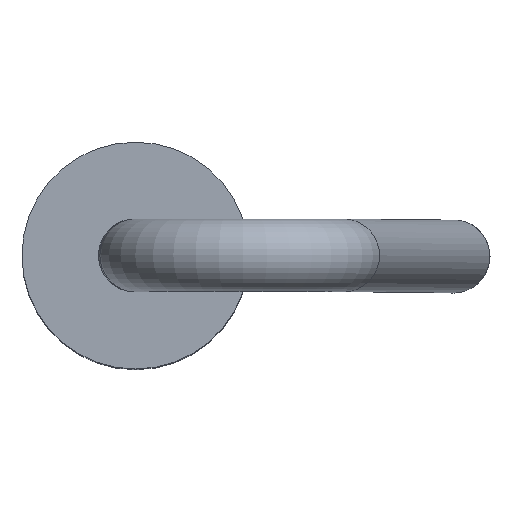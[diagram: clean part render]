
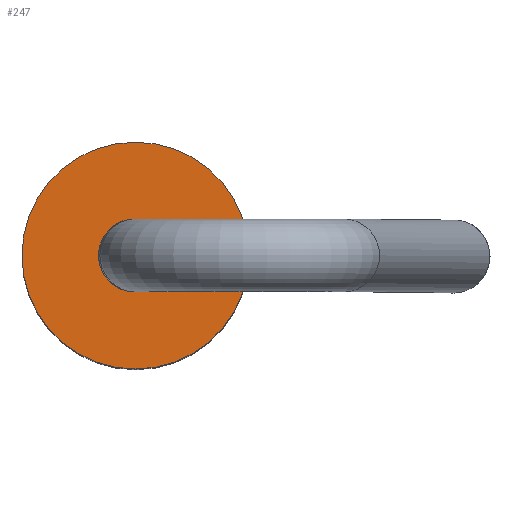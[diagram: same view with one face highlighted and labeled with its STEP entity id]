
A CAD part, top view. The second image highlights one B-rep face of the part: STEP entity #247.
In plain terms, the highlighted planar face has unit normal (0, 0, 1).
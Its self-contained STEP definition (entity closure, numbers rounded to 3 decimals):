
#36=PLANE('',#289);
#50=FACE_OUTER_BOUND('',#69,.T.);
#69=EDGE_LOOP('',(#183));
#101=CIRCLE('',#287,1.25);
#116=VERTEX_POINT('',#430);
#140=EDGE_CURVE('',#116,#116,#101,.T.);
#183=ORIENTED_EDGE('',*,*,#140,.T.);
#247=ADVANCED_FACE('',(#50),#36,.T.);
#287=AXIS2_PLACEMENT_3D('',#431,#344,#345);
#289=AXIS2_PLACEMENT_3D('',#435,#349,#350);
#344=DIRECTION('center_axis',(0.,0.,1.));
#345=DIRECTION('ref_axis',(-1.,0.,0.));
#349=DIRECTION('center_axis',(0.,0.,1.));
#350=DIRECTION('ref_axis',(-1.,0.,0.));
#430=CARTESIAN_POINT('',(1.25,0.,8.));
#431=CARTESIAN_POINT('Origin',(0.,0.,8.));
#435=CARTESIAN_POINT('Origin',(0.,0.,8.));
